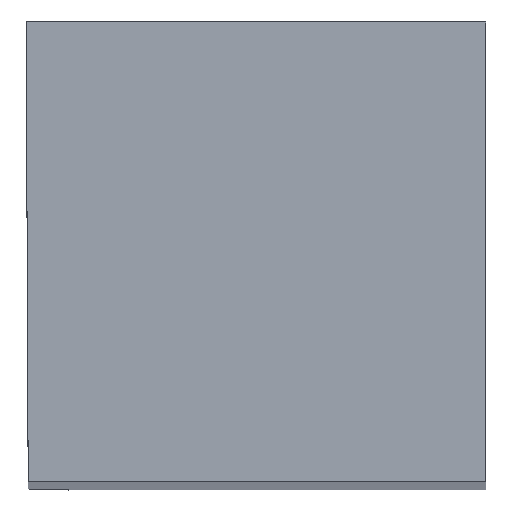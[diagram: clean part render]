
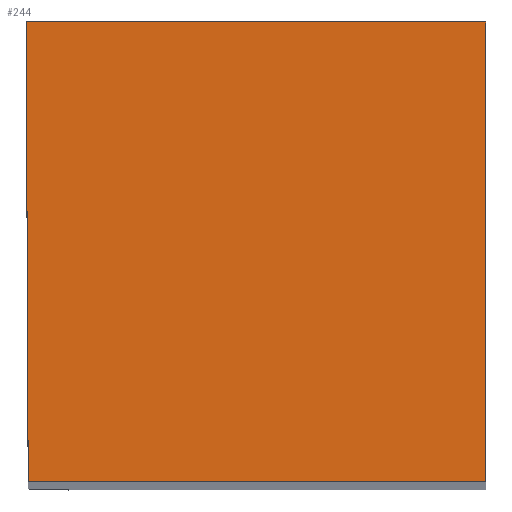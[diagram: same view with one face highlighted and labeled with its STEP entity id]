
A CAD part, top view. The second image highlights one B-rep face of the part: STEP entity #244.
In plain terms, the highlighted planar face has unit normal (0, 0, 1).
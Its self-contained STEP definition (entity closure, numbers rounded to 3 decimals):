
#127=LINE('',#1073,#171);
#128=LINE('',#1075,#172);
#129=LINE('',#1077,#173);
#130=LINE('',#1079,#174);
#171=VECTOR('',#878,1.);
#172=VECTOR('',#881,1.);
#173=VECTOR('',#882,1.);
#174=VECTOR('',#883,1.);
#213=FACE_OUTER_BOUND('',#335,.T.);
#244=ADVANCED_FACE('',(#213),#272,.F.);
#272=PLANE('',#761);
#335=EDGE_LOOP('',(#405,#406,#407,#408));
#405=ORIENTED_EDGE('',*,*,#589,.T.);
#406=ORIENTED_EDGE('',*,*,#590,.T.);
#407=ORIENTED_EDGE('',*,*,#591,.F.);
#408=ORIENTED_EDGE('',*,*,#592,.T.);
#530=VERTEX_POINT('',#1068);
#532=VERTEX_POINT('',#1072);
#533=VERTEX_POINT('',#1076);
#534=VERTEX_POINT('',#1078);
#589=EDGE_CURVE('',#530,#532,#127,.T.);
#590=EDGE_CURVE('',#532,#533,#128,.T.);
#591=EDGE_CURVE('',#534,#533,#129,.T.);
#592=EDGE_CURVE('',#534,#530,#130,.T.);
#761=AXIS2_PLACEMENT_3D('',#1080,#884,#885);
#878=DIRECTION('',(-1.,0.,0.));
#881=DIRECTION('',(0.004,-1.,0.));
#882=DIRECTION('',(-1.,0.,0.));
#883=DIRECTION('',(0.,1.,0.));
#884=DIRECTION('',(0.,0.,-1.));
#885=DIRECTION('',(-1.,0.,0.));
#1068=CARTESIAN_POINT('',(-0.05,11.95,0.));
#1072=CARTESIAN_POINT('',(-12.,11.95,0.));
#1073=CARTESIAN_POINT('',(2.,11.95,0.));
#1075=CARTESIAN_POINT('',(-12.,11.95,0.));
#1076=CARTESIAN_POINT('',(-11.948,0.,0.));
#1077=CARTESIAN_POINT('',(2.,0.,0.));
#1078=CARTESIAN_POINT('',(-0.05,0.,0.));
#1079=CARTESIAN_POINT('',(-0.05,-2.,0.));
#1080=CARTESIAN_POINT('',(2.,13.95,0.));
